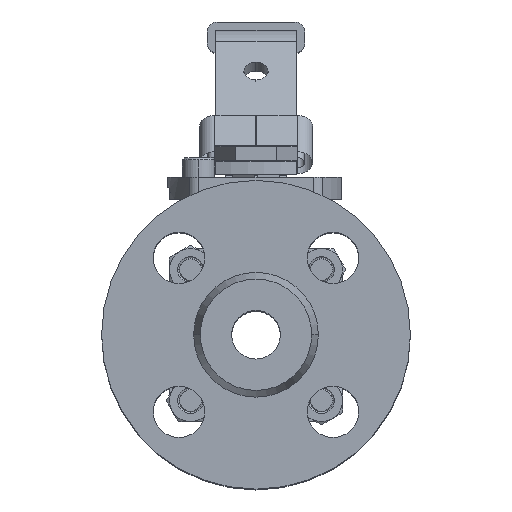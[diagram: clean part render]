
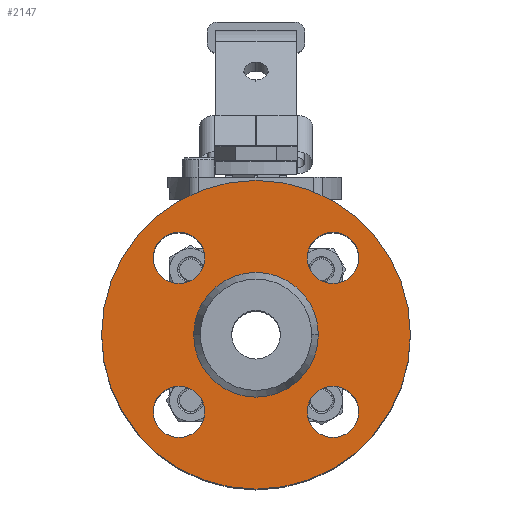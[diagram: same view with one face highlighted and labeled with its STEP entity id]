
A CAD part, top view. The second image highlights one B-rep face of the part: STEP entity #2147.
In plain terms, the highlighted planar face has unit normal (0, 0, 1).
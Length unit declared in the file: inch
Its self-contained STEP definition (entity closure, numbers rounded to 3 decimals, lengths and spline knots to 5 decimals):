
#21 = CARTESIAN_POINT ( 'NONE',  ( 0.88598, 0.39517, 5.04967 ) ) ;
#189 = EDGE_CURVE ( 'NONE', #1095, #12433, #12642, .T. ) ;
#305 = DIRECTION ( 'NONE',  ( 0., 0., 1. ) ) ;
#346 = DIRECTION ( 'NONE',  ( 0., 0., -1. ) ) ;
#361 = CIRCLE ( 'NONE', #11541, 0.3125 ) ;
#449 = ORIENTED_EDGE ( 'NONE', *, *, #18522, .F. ) ;
#1095 = VERTEX_POINT ( 'NONE', #4358 ) ;
#1096 = FACE_BOUND ( 'NONE', #18972, .T. ) ;
#1383 = DIRECTION ( 'NONE',  ( 0., -1., 0. ) ) ;
#1626 = DIRECTION ( 'NONE',  ( -1., 0., 0. ) ) ;
#1672 = CARTESIAN_POINT ( 'NONE',  ( -0.36637, -0.53997, 5.04967 ) ) ;
#2147 = ADVANCED_FACE ( 'NONE', ( #11706, #10226, #19334, #1096, #7197, #2780 ), #10209, .F. ) ;
#2238 = AXIS2_PLACEMENT_3D ( 'NONE', #17233, #11053, #6653 ) ;
#2310 = VERTEX_POINT ( 'NONE', #1672 ) ;
#2370 = CARTESIAN_POINT ( 'NONE',  ( -0.98902, 0.39517, 5.04967 ) ) ;
#2436 = CARTESIAN_POINT ( 'NONE',  ( 0.25863, 1.33032, 5.04967 ) ) ;
#2563 = VERTEX_POINT ( 'NONE', #14254 ) ;
#2614 = ORIENTED_EDGE ( 'NONE', *, *, #17180, .F. ) ;
#2780 = FACE_BOUND ( 'NONE', #8891, .T. ) ;
#3106 = CARTESIAN_POINT ( 'NONE',  ( -1.92417, -0.53997, 5.04967 ) ) ;
#3137 = EDGE_CURVE ( 'NONE', #12433, #1095, #19026, .T. ) ;
#3289 = DIRECTION ( 'NONE',  ( 0., 0., 1. ) ) ;
#3424 = AXIS2_PLACEMENT_3D ( 'NONE', #14027, #5225, #11224 ) ;
#4358 = CARTESIAN_POINT ( 'NONE',  ( -2.23667, -0.53997, 5.04967 ) ) ;
#4395 = ORIENTED_EDGE ( 'NONE', *, *, #9640, .F. ) ;
#4498 = AXIS2_PLACEMENT_3D ( 'NONE', #18300, #346, #10853 ) ;
#4593 = VERTEX_POINT ( 'NONE', #12059 ) ;
#4829 = DIRECTION ( 'NONE',  ( -1., 0., 0. ) ) ;
#5225 = DIRECTION ( 'NONE',  ( 0., 0., -1. ) ) ;
#5308 = VERTEX_POINT ( 'NONE', #15588 ) ;
#5446 = DIRECTION ( 'NONE',  ( 0., 0., 1. ) ) ;
#5452 = AXIS2_PLACEMENT_3D ( 'NONE', #9935, #18860, #17568 ) ;
#5478 = EDGE_LOOP ( 'NONE', ( #4395, #18869 ) ) ;
#5731 = CIRCLE ( 'NONE', #12144, 0.7575 ) ;
#5875 = CARTESIAN_POINT ( 'NONE',  ( -0.05387, -0.53997, 5.04967 ) ) ;
#6018 = CARTESIAN_POINT ( 'NONE',  ( -1.92417, 1.33032, 5.04967 ) ) ;
#6105 = ORIENTED_EDGE ( 'NONE', *, *, #3137, .F. ) ;
#6398 = CARTESIAN_POINT ( 'NONE',  ( -0.05387, 1.33032, 5.04967 ) ) ;
#6653 = DIRECTION ( 'NONE',  ( 0., 1., 0. ) ) ;
#6672 = EDGE_CURVE ( 'NONE', #8228, #6958, #9467, .T. ) ;
#6841 = CARTESIAN_POINT ( 'NONE',  ( -1.61167, -0.53997, 5.04967 ) ) ;
#6958 = VERTEX_POINT ( 'NONE', #7002 ) ;
#7002 = CARTESIAN_POINT ( 'NONE',  ( -1.61167, 1.33032, 5.04967 ) ) ;
#7197 = FACE_OUTER_BOUND ( 'NONE', #5478, .T. ) ;
#7814 = ORIENTED_EDGE ( 'NONE', *, *, #8688, .F. ) ;
#8037 = VERTEX_POINT ( 'NONE', #11549 ) ;
#8114 = AXIS2_PLACEMENT_3D ( 'NONE', #10909, #305, #13735 ) ;
#8228 = VERTEX_POINT ( 'NONE', #17202 ) ;
#8688 = EDGE_CURVE ( 'NONE', #2310, #4593, #12905, .T. ) ;
#8891 = EDGE_LOOP ( 'NONE', ( #10914, #14386 ) ) ;
#8924 = DIRECTION ( 'NONE',  ( 0., 0., 1. ) ) ;
#8933 = ORIENTED_EDGE ( 'NONE', *, *, #18381, .F. ) ;
#8959 = AXIS2_PLACEMENT_3D ( 'NONE', #2370, #10306, #14518 ) ;
#9221 = VERTEX_POINT ( 'NONE', #2436 ) ;
#9467 = CIRCLE ( 'NONE', #18988, 0.3125 ) ;
#9640 = EDGE_CURVE ( 'NONE', #16811, #8037, #14316, .T. ) ;
#9935 = CARTESIAN_POINT ( 'NONE',  ( -0.05387, 1.33032, 5.04967 ) ) ;
#10144 = AXIS2_PLACEMENT_3D ( 'NONE', #12440, #18679, #4829 ) ;
#10209 = PLANE ( 'NONE',  #8959 ) ;
#10226 = FACE_BOUND ( 'NONE', #14504, .T. ) ;
#10306 = DIRECTION ( 'NONE',  ( 0., 0., -1. ) ) ;
#10670 = AXIS2_PLACEMENT_3D ( 'NONE', #13672, #18892, #12865 ) ;
#10853 = DIRECTION ( 'NONE',  ( -1., 0., 0. ) ) ;
#10909 = CARTESIAN_POINT ( 'NONE',  ( -0.98902, 0.39517, 5.04967 ) ) ;
#10914 = ORIENTED_EDGE ( 'NONE', *, *, #12924, .F. ) ;
#11053 = DIRECTION ( 'NONE',  ( 0., 0., 1. ) ) ;
#11212 = AXIS2_PLACEMENT_3D ( 'NONE', #6398, #13998, #12514 ) ;
#11224 = DIRECTION ( 'NONE',  ( -1., 0., 0. ) ) ;
#11231 = DIRECTION ( 'NONE',  ( -1., 0., 0. ) ) ;
#11344 = AXIS2_PLACEMENT_3D ( 'NONE', #3106, #3289, #1626 ) ;
#11541 = AXIS2_PLACEMENT_3D ( 'NONE', #5875, #12201, #1383 ) ;
#11549 = CARTESIAN_POINT ( 'NONE',  ( -2.86402, 0.39517, 5.04967 ) ) ;
#11706 = FACE_BOUND ( 'NONE', #14091, .T. ) ;
#11779 = CARTESIAN_POINT ( 'NONE',  ( -0.23152, 0.39517, 5.04967 ) ) ;
#12059 = CARTESIAN_POINT ( 'NONE',  ( 0.25863, -0.53997, 5.04967 ) ) ;
#12144 = AXIS2_PLACEMENT_3D ( 'NONE', #17293, #5446, #11231 ) ;
#12201 = DIRECTION ( 'NONE',  ( 0., 0., 1. ) ) ;
#12433 = VERTEX_POINT ( 'NONE', #6841 ) ;
#12440 = CARTESIAN_POINT ( 'NONE',  ( -1.92417, -0.53997, 5.04967 ) ) ;
#12514 = DIRECTION ( 'NONE',  ( 1., 0., 0. ) ) ;
#12600 = CIRCLE ( 'NONE', #8114, 0.7575 ) ;
#12642 = CIRCLE ( 'NONE', #11344, 0.3125 ) ;
#12865 = DIRECTION ( 'NONE',  ( 0., -1., 0. ) ) ;
#12905 = CIRCLE ( 'NONE', #10670, 0.3125 ) ;
#12924 = EDGE_CURVE ( 'NONE', #5308, #17826, #12600, .T. ) ;
#13155 = CIRCLE ( 'NONE', #4498, 1.875 ) ;
#13672 = CARTESIAN_POINT ( 'NONE',  ( -0.05387, -0.53997, 5.04967 ) ) ;
#13735 = DIRECTION ( 'NONE',  ( -1., 0., 0. ) ) ;
#13998 = DIRECTION ( 'NONE',  ( 0., 0., 1. ) ) ;
#14027 = CARTESIAN_POINT ( 'NONE',  ( -0.98902, 0.39517, 5.04967 ) ) ;
#14091 = EDGE_LOOP ( 'NONE', ( #449, #7814 ) ) ;
#14254 = CARTESIAN_POINT ( 'NONE',  ( -0.36637, 1.33032, 5.04967 ) ) ;
#14316 = CIRCLE ( 'NONE', #3424, 1.875 ) ;
#14362 = ORIENTED_EDGE ( 'NONE', *, *, #189, .F. ) ;
#14386 = ORIENTED_EDGE ( 'NONE', *, *, #16709, .F. ) ;
#14504 = EDGE_LOOP ( 'NONE', ( #6105, #14362 ) ) ;
#14518 = DIRECTION ( 'NONE',  ( -1., 0., 0. ) ) ;
#15021 = ORIENTED_EDGE ( 'NONE', *, *, #6672, .F. ) ;
#15022 = CIRCLE ( 'NONE', #5452, 0.3125 ) ;
#15040 = CIRCLE ( 'NONE', #2238, 0.3125 ) ;
#15588 = CARTESIAN_POINT ( 'NONE',  ( -1.74652, 0.39517, 5.04967 ) ) ;
#15987 = EDGE_LOOP ( 'NONE', ( #2614, #15021 ) ) ;
#16709 = EDGE_CURVE ( 'NONE', #17826, #5308, #5731, .T. ) ;
#16811 = VERTEX_POINT ( 'NONE', #21 ) ;
#16910 = EDGE_CURVE ( 'NONE', #9221, #2563, #15022, .T. ) ;
#17180 = EDGE_CURVE ( 'NONE', #6958, #8228, #15040, .T. ) ;
#17202 = CARTESIAN_POINT ( 'NONE',  ( -2.23667, 1.33032, 5.04967 ) ) ;
#17233 = CARTESIAN_POINT ( 'NONE',  ( -1.92417, 1.33032, 5.04967 ) ) ;
#17293 = CARTESIAN_POINT ( 'NONE',  ( -0.98902, 0.39517, 5.04967 ) ) ;
#17401 = ORIENTED_EDGE ( 'NONE', *, *, #16910, .F. ) ;
#17568 = DIRECTION ( 'NONE',  ( 1., 0., 0. ) ) ;
#17826 = VERTEX_POINT ( 'NONE', #11779 ) ;
#18300 = CARTESIAN_POINT ( 'NONE',  ( -0.98902, 0.39517, 5.04967 ) ) ;
#18321 = EDGE_CURVE ( 'NONE', #8037, #16811, #13155, .T. ) ;
#18381 = EDGE_CURVE ( 'NONE', #2563, #9221, #18516, .T. ) ;
#18516 = CIRCLE ( 'NONE', #11212, 0.3125 ) ;
#18522 = EDGE_CURVE ( 'NONE', #4593, #2310, #361, .T. ) ;
#18679 = DIRECTION ( 'NONE',  ( 0., 0., 1. ) ) ;
#18860 = DIRECTION ( 'NONE',  ( 0., 0., 1. ) ) ;
#18869 = ORIENTED_EDGE ( 'NONE', *, *, #18321, .F. ) ;
#18892 = DIRECTION ( 'NONE',  ( 0., 0., 1. ) ) ;
#18972 = EDGE_LOOP ( 'NONE', ( #17401, #8933 ) ) ;
#18988 = AXIS2_PLACEMENT_3D ( 'NONE', #6018, #8924, #19539 ) ;
#19026 = CIRCLE ( 'NONE', #10144, 0.3125 ) ;
#19334 = FACE_BOUND ( 'NONE', #15987, .T. ) ;
#19539 = DIRECTION ( 'NONE',  ( 0., 1., 0. ) ) ;
